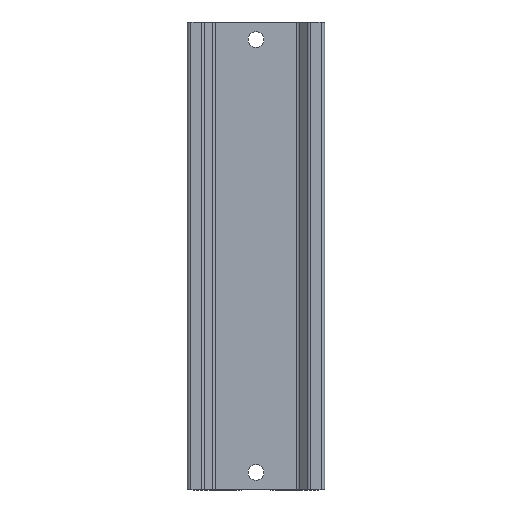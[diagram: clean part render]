
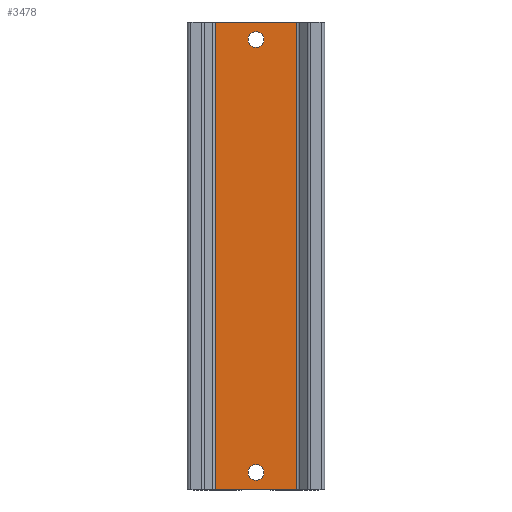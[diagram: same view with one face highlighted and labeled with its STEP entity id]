
A CAD part, front view. The second image highlights one B-rep face of the part: STEP entity #3478.
In plain terms, the highlighted planar face has unit normal (0, -1, 0).
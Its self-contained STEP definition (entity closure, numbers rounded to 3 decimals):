
#7 = AXIS2_PLACEMENT_3D ( 'NONE', #6747, #6664, #4991 ) ;
#195 = CARTESIAN_POINT ( 'NONE',  ( 19.5, 3., 128. ) ) ;
#465 = DIRECTION ( 'NONE',  ( 0., 0., 1. ) ) ;
#471 = FACE_BOUND ( 'NONE', #4241, .T. ) ;
#629 = DIRECTION ( 'NONE',  ( 0., 1., 0. ) ) ;
#733 = CARTESIAN_POINT ( 'NONE',  ( 19.5, 3., 125.75 ) ) ;
#737 = CARTESIAN_POINT ( 'NONE',  ( 19.5, 3., 5. ) ) ;
#781 = CARTESIAN_POINT ( 'NONE',  ( 7.5, 3., 0. ) ) ;
#787 = ORIENTED_EDGE ( 'NONE', *, *, #5630, .T. ) ;
#910 = DIRECTION ( 'NONE',  ( 0., 0., 1. ) ) ;
#1089 = ORIENTED_EDGE ( 'NONE', *, *, #7225, .T. ) ;
#1156 = DIRECTION ( 'NONE',  ( 0., 1., 0. ) ) ;
#1163 = AXIS2_PLACEMENT_3D ( 'NONE', #3838, #7204, #910 ) ;
#1318 = ORIENTED_EDGE ( 'NONE', *, *, #5238, .F. ) ;
#1349 = VERTEX_POINT ( 'NONE', #4154 ) ;
#1371 = DIRECTION ( 'NONE',  ( 0., 0., 1. ) ) ;
#1477 = EDGE_LOOP ( 'NONE', ( #1318, #4916, #1089, #787 ) ) ;
#1680 = VECTOR ( 'NONE', #2486, 1000. ) ;
#1904 = DIRECTION ( 'NONE',  ( 1., 0., 0. ) ) ;
#2324 = AXIS2_PLACEMENT_3D ( 'NONE', #195, #629, #1371 ) ;
#2462 = VERTEX_POINT ( 'NONE', #5035 ) ;
#2486 = DIRECTION ( 'NONE',  ( 1., 0., 0. ) ) ;
#2501 = CARTESIAN_POINT ( 'NONE',  ( 31.086, 3., 133. ) ) ;
#2559 = CARTESIAN_POINT ( 'NONE',  ( 7.5, 3., 133. ) ) ;
#2678 = CARTESIAN_POINT ( 'NONE',  ( 7.914, 3., 0. ) ) ;
#2753 = EDGE_CURVE ( 'NONE', #4751, #3336, #5365, .T. ) ;
#2983 = VECTOR ( 'NONE', #1904, 1000. ) ;
#3151 = ORIENTED_EDGE ( 'NONE', *, *, #3410, .T. ) ;
#3171 = CIRCLE ( 'NONE', #7, 2.25 ) ;
#3185 = FACE_BOUND ( 'NONE', #5934, .T. ) ;
#3336 = VERTEX_POINT ( 'NONE', #5762 ) ;
#3360 = VERTEX_POINT ( 'NONE', #2501 ) ;
#3410 = EDGE_CURVE ( 'NONE', #4254, #4491, #4706, .T. ) ;
#3478 = ADVANCED_FACE ( 'NONE', ( #471, #3185, #4902 ), #5575, .F. ) ;
#3498 = CIRCLE ( 'NONE', #6439, 2.25 ) ;
#3636 = CARTESIAN_POINT ( 'NONE',  ( 19.5, 3., 130.25 ) ) ;
#3732 = VECTOR ( 'NONE', #7215, 1000. ) ;
#3768 = EDGE_CURVE ( 'NONE', #3336, #4751, #3171, .T. ) ;
#3838 = CARTESIAN_POINT ( 'NONE',  ( 7.5, 3., 133. ) ) ;
#4154 = CARTESIAN_POINT ( 'NONE',  ( 7.914, 3., 0. ) ) ;
#4241 = EDGE_LOOP ( 'NONE', ( #3151, #6486 ) ) ;
#4254 = VERTEX_POINT ( 'NONE', #3636 ) ;
#4262 = DIRECTION ( 'NONE',  ( 0., 0., 1. ) ) ;
#4491 = VERTEX_POINT ( 'NONE', #733 ) ;
#4540 = VERTEX_POINT ( 'NONE', #4995 ) ;
#4692 = ORIENTED_EDGE ( 'NONE', *, *, #3768, .T. ) ;
#4706 = CIRCLE ( 'NONE', #2324, 2.25 ) ;
#4751 = VERTEX_POINT ( 'NONE', #5476 ) ;
#4790 = DIRECTION ( 'NONE',  ( 0., 1., 0. ) ) ;
#4902 = FACE_OUTER_BOUND ( 'NONE', #1477, .T. ) ;
#4914 = LINE ( 'NONE', #2678, #3732 ) ;
#4916 = ORIENTED_EDGE ( 'NONE', *, *, #5458, .T. ) ;
#4991 = DIRECTION ( 'NONE',  ( 0., 0., 1. ) ) ;
#4995 = CARTESIAN_POINT ( 'NONE',  ( 7.914, 3., 133. ) ) ;
#5035 = CARTESIAN_POINT ( 'NONE',  ( 31.086, 3., 0. ) ) ;
#5224 = AXIS2_PLACEMENT_3D ( 'NONE', #737, #4790, #4262 ) ;
#5238 = EDGE_CURVE ( 'NONE', #4540, #3360, #5936, .T. ) ;
#5272 = VECTOR ( 'NONE', #465, 1000. ) ;
#5365 = CIRCLE ( 'NONE', #5224, 2.25 ) ;
#5458 = EDGE_CURVE ( 'NONE', #4540, #1349, #4914, .T. ) ;
#5476 = CARTESIAN_POINT ( 'NONE',  ( 19.5, 3., 2.75 ) ) ;
#5575 = PLANE ( 'NONE',  #1163 ) ;
#5630 = EDGE_CURVE ( 'NONE', #2462, #3360, #6826, .T. ) ;
#5718 = LINE ( 'NONE', #781, #2983 ) ;
#5722 = CARTESIAN_POINT ( 'NONE',  ( 31.086, 3., 133. ) ) ;
#5762 = CARTESIAN_POINT ( 'NONE',  ( 19.5, 3., 7.25 ) ) ;
#5885 = EDGE_CURVE ( 'NONE', #4491, #4254, #3498, .T. ) ;
#5888 = ORIENTED_EDGE ( 'NONE', *, *, #2753, .T. ) ;
#5934 = EDGE_LOOP ( 'NONE', ( #4692, #5888 ) ) ;
#5936 = LINE ( 'NONE', #2559, #1680 ) ;
#6439 = AXIS2_PLACEMENT_3D ( 'NONE', #6938, #1156, #7510 ) ;
#6486 = ORIENTED_EDGE ( 'NONE', *, *, #5885, .T. ) ;
#6664 = DIRECTION ( 'NONE',  ( 0., 1., 0. ) ) ;
#6747 = CARTESIAN_POINT ( 'NONE',  ( 19.5, 3., 5. ) ) ;
#6826 = LINE ( 'NONE', #5722, #5272 ) ;
#6938 = CARTESIAN_POINT ( 'NONE',  ( 19.5, 3., 128. ) ) ;
#7204 = DIRECTION ( 'NONE',  ( 0., 1., 0. ) ) ;
#7215 = DIRECTION ( 'NONE',  ( 0., 0., -1. ) ) ;
#7225 = EDGE_CURVE ( 'NONE', #1349, #2462, #5718, .T. ) ;
#7510 = DIRECTION ( 'NONE',  ( 0., 0., 1. ) ) ;
